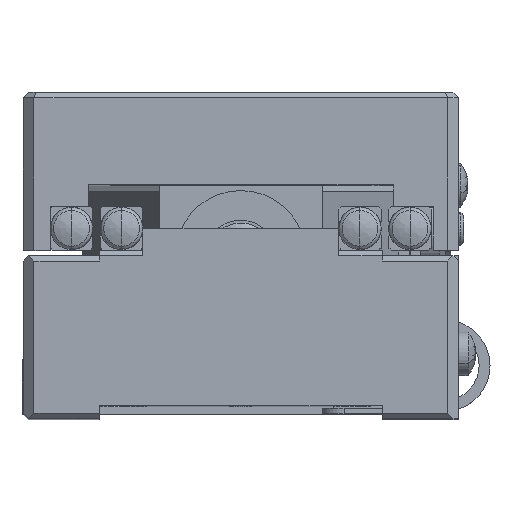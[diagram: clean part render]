
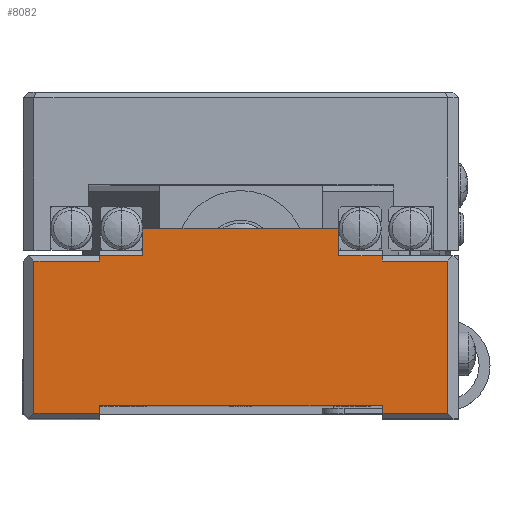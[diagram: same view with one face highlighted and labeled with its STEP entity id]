
A CAD part, top view. The second image highlights one B-rep face of the part: STEP entity #8082.
In plain terms, the highlighted planar face has unit normal (0, 0, 1).
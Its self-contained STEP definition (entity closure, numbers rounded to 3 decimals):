
#181 = VECTOR ( 'NONE', #12834, 1000. ) ;
#301 = VERTEX_POINT ( 'NONE', #6042 ) ;
#417 = DIRECTION ( 'NONE',  ( 0., -1., 0. ) ) ;
#447 = VECTOR ( 'NONE', #7192, 1000. ) ;
#785 = VECTOR ( 'NONE', #13286, 1000. ) ;
#967 = VERTEX_POINT ( 'NONE', #1815 ) ;
#1223 = LINE ( 'NONE', #22221, #447 ) ;
#1378 = CARTESIAN_POINT ( 'NONE',  ( -9., 15., 20. ) ) ;
#1815 = CARTESIAN_POINT ( 'NONE',  ( -9., 17.5, 20. ) ) ;
#2046 = CARTESIAN_POINT ( 'NONE',  ( -13., 1.2, 20. ) ) ;
#2270 = EDGE_CURVE ( 'NONE', #2870, #15741, #26895, .T. ) ;
#2317 = VECTOR ( 'NONE', #27446, 1000. ) ;
#2529 = DIRECTION ( 'NONE',  ( 0., 1., 0. ) ) ;
#2870 = VERTEX_POINT ( 'NONE', #7454 ) ;
#2878 = CARTESIAN_POINT ( 'NONE',  ( 9., 15., 20. ) ) ;
#3283 = CARTESIAN_POINT ( 'NONE',  ( 13., 0.6, 20. ) ) ;
#3304 = ORIENTED_EDGE ( 'NONE', *, *, #16773, .T. ) ;
#3613 = VERTEX_POINT ( 'NONE', #1378 ) ;
#3791 = VECTOR ( 'NONE', #11773, 1000. ) ;
#3991 = CARTESIAN_POINT ( 'NONE',  ( 19., 7.55, 20. ) ) ;
#4458 = ORIENTED_EDGE ( 'NONE', *, *, #8616, .F. ) ;
#4641 = VECTOR ( 'NONE', #7553, 1000. ) ;
#5294 = VECTOR ( 'NONE', #2529, 1000. ) ;
#5898 = VERTEX_POINT ( 'NONE', #2046 ) ;
#5984 = VECTOR ( 'NONE', #14382, 1000. ) ;
#6042 = CARTESIAN_POINT ( 'NONE',  ( 19., 14.5, 20. ) ) ;
#6058 = VERTEX_POINT ( 'NONE', #11308 ) ;
#6262 = EDGE_CURVE ( 'NONE', #20526, #301, #20141, .T. ) ;
#6720 = CARTESIAN_POINT ( 'NONE',  ( 13., 0.5, 20. ) ) ;
#7192 = DIRECTION ( 'NONE',  ( 0., -1., 0. ) ) ;
#7454 = CARTESIAN_POINT ( 'NONE',  ( -19., 14.5, 20. ) ) ;
#7523 = CARTESIAN_POINT ( 'NONE',  ( 13., 1.2, 20. ) ) ;
#7553 = DIRECTION ( 'NONE',  ( -1., 0., 0. ) ) ;
#7738 = DIRECTION ( 'NONE',  ( 1., 0., 0. ) ) ;
#7807 = EDGE_LOOP ( 'NONE', ( #28992, #13139, #15881, #7947, #24393, #12063, #9939, #4458, #12356, #21520, #3304, #10509, #15284, #14001, #32268, #18076 ) ) ;
#7947 = ORIENTED_EDGE ( 'NONE', *, *, #8416, .F. ) ;
#8082 = ADVANCED_FACE ( 'NONE', ( #13347 ), #12727, .F. ) ;
#8416 = EDGE_CURVE ( 'NONE', #11502, #3613, #16475, .T. ) ;
#8511 = LINE ( 'NONE', #19440, #3791 ) ;
#8616 = EDGE_CURVE ( 'NONE', #31498, #18297, #27875, .T. ) ;
#9060 = DIRECTION ( 'NONE',  ( -1., 0., 0. ) ) ;
#9244 = EDGE_CURVE ( 'NONE', #3613, #967, #18751, .T. ) ;
#9738 = CARTESIAN_POINT ( 'NONE',  ( 16.2, 0.5, 20. ) ) ;
#9939 = ORIENTED_EDGE ( 'NONE', *, *, #21286, .F. ) ;
#10509 = ORIENTED_EDGE ( 'NONE', *, *, #12147, .F. ) ;
#10823 = LINE ( 'NONE', #3991, #13193 ) ;
#11174 = DIRECTION ( 'NONE',  ( 1., 0., 0. ) ) ;
#11308 = CARTESIAN_POINT ( 'NONE',  ( 9., 17.5, 20. ) ) ;
#11502 = VERTEX_POINT ( 'NONE', #15836 ) ;
#11773 = DIRECTION ( 'NONE',  ( 1., 0., 0. ) ) ;
#12063 = ORIENTED_EDGE ( 'NONE', *, *, #2270, .F. ) ;
#12147 = EDGE_CURVE ( 'NONE', #23789, #21309, #18772, .T. ) ;
#12356 = ORIENTED_EDGE ( 'NONE', *, *, #14362, .T. ) ;
#12411 = CARTESIAN_POINT ( 'NONE',  ( 19., 0.5, 20. ) ) ;
#12475 = AXIS2_PLACEMENT_3D ( 'NONE', #12411, #27365, #27581 ) ;
#12524 = EDGE_CURVE ( 'NONE', #25028, #5898, #20712, .T. ) ;
#12727 = PLANE ( 'NONE',  #12475 ) ;
#12786 = CARTESIAN_POINT ( 'NONE',  ( 0., 14.5, 20. ) ) ;
#12834 = DIRECTION ( 'NONE',  ( 0., -1., 0. ) ) ;
#12868 = VECTOR ( 'NONE', #27971, 1000. ) ;
#12949 = VECTOR ( 'NONE', #15584, 1000. ) ;
#13137 = EDGE_CURVE ( 'NONE', #967, #6058, #8511, .T. ) ;
#13139 = ORIENTED_EDGE ( 'NONE', *, *, #13137, .F. ) ;
#13193 = VECTOR ( 'NONE', #29390, 1000. ) ;
#13286 = DIRECTION ( 'NONE',  ( 0., -1., 0. ) ) ;
#13347 = FACE_OUTER_BOUND ( 'NONE', #7807, .T. ) ;
#13775 = CARTESIAN_POINT ( 'NONE',  ( -19., 0.5, 20. ) ) ;
#14001 = ORIENTED_EDGE ( 'NONE', *, *, #6262, .F. ) ;
#14362 = EDGE_CURVE ( 'NONE', #31498, #5898, #22559, .T. ) ;
#14382 = DIRECTION ( 'NONE',  ( 1., 0., 0. ) ) ;
#15284 = ORIENTED_EDGE ( 'NONE', *, *, #21250, .T. ) ;
#15584 = DIRECTION ( 'NONE',  ( 1., 0., 0. ) ) ;
#15741 = VERTEX_POINT ( 'NONE', #15793 ) ;
#15793 = CARTESIAN_POINT ( 'NONE',  ( -13., 14.5, 20. ) ) ;
#15836 = CARTESIAN_POINT ( 'NONE',  ( -13., 15., 20. ) ) ;
#15881 = ORIENTED_EDGE ( 'NONE', *, *, #9244, .F. ) ;
#15909 = CARTESIAN_POINT ( 'NONE',  ( 0., 15., 20. ) ) ;
#16042 = EDGE_CURVE ( 'NONE', #6058, #21931, #1223, .T. ) ;
#16069 = VERTEX_POINT ( 'NONE', #29871 ) ;
#16475 = LINE ( 'NONE', #15909, #17262 ) ;
#16620 = CARTESIAN_POINT ( 'NONE',  ( -13., 0.5, 20. ) ) ;
#16731 = DIRECTION ( 'NONE',  ( 0., 1., 0. ) ) ;
#16773 = EDGE_CURVE ( 'NONE', #25028, #21309, #24775, .T. ) ;
#17262 = VECTOR ( 'NONE', #11174, 1000. ) ;
#17607 = CARTESIAN_POINT ( 'NONE',  ( -9., 9.75, 20. ) ) ;
#17690 = CARTESIAN_POINT ( 'NONE',  ( -13., 0.85, 20. ) ) ;
#18076 = ORIENTED_EDGE ( 'NONE', *, *, #28683, .F. ) ;
#18297 = VERTEX_POINT ( 'NONE', #13775 ) ;
#18751 = LINE ( 'NONE', #17607, #12868 ) ;
#18772 = LINE ( 'NONE', #9738, #4641 ) ;
#19129 = CARTESIAN_POINT ( 'NONE',  ( -19., 9.75, 20. ) ) ;
#19440 = CARTESIAN_POINT ( 'NONE',  ( -9., 17.5, 20. ) ) ;
#19885 = CARTESIAN_POINT ( 'NONE',  ( 13., 14.5, 20. ) ) ;
#19988 = CARTESIAN_POINT ( 'NONE',  ( 13., 9.75, 20. ) ) ;
#20141 = LINE ( 'NONE', #31672, #5984 ) ;
#20526 = VERTEX_POINT ( 'NONE', #19885 ) ;
#20712 = LINE ( 'NONE', #24436, #27444 ) ;
#20781 = LINE ( 'NONE', #30778, #12949 ) ;
#21077 = VECTOR ( 'NONE', #417, 1000. ) ;
#21250 = EDGE_CURVE ( 'NONE', #23789, #301, #10823, .T. ) ;
#21286 = EDGE_CURVE ( 'NONE', #18297, #2870, #24993, .T. ) ;
#21309 = VERTEX_POINT ( 'NONE', #6720 ) ;
#21520 = ORIENTED_EDGE ( 'NONE', *, *, #12524, .F. ) ;
#21776 = LINE ( 'NONE', #19988, #181 ) ;
#21931 = VERTEX_POINT ( 'NONE', #2878 ) ;
#22221 = CARTESIAN_POINT ( 'NONE',  ( 9., 9.75, 20. ) ) ;
#22304 = LINE ( 'NONE', #25156, #21077 ) ;
#22360 = CARTESIAN_POINT ( 'NONE',  ( 0., 0.5, 20. ) ) ;
#22470 = EDGE_CURVE ( 'NONE', #16069, #20526, #21776, .T. ) ;
#22559 = LINE ( 'NONE', #17690, #5294 ) ;
#23789 = VERTEX_POINT ( 'NONE', #26911 ) ;
#24393 = ORIENTED_EDGE ( 'NONE', *, *, #29603, .T. ) ;
#24436 = CARTESIAN_POINT ( 'NONE',  ( 0., 1.2, 20. ) ) ;
#24775 = LINE ( 'NONE', #3283, #785 ) ;
#24993 = LINE ( 'NONE', #19129, #28174 ) ;
#25028 = VERTEX_POINT ( 'NONE', #7523 ) ;
#25156 = CARTESIAN_POINT ( 'NONE',  ( -13., 15., 20. ) ) ;
#26523 = VECTOR ( 'NONE', #7738, 1000. ) ;
#26895 = LINE ( 'NONE', #12786, #26523 ) ;
#26911 = CARTESIAN_POINT ( 'NONE',  ( 19., 0.5, 20. ) ) ;
#27365 = DIRECTION ( 'NONE',  ( 0., 0., -1. ) ) ;
#27444 = VECTOR ( 'NONE', #9060, 1000. ) ;
#27446 = DIRECTION ( 'NONE',  ( -1., 0., 0. ) ) ;
#27581 = DIRECTION ( 'NONE',  ( -1., 0., 0. ) ) ;
#27875 = LINE ( 'NONE', #22360, #2317 ) ;
#27971 = DIRECTION ( 'NONE',  ( 0., 1., 0. ) ) ;
#28174 = VECTOR ( 'NONE', #16731, 1000. ) ;
#28683 = EDGE_CURVE ( 'NONE', #21931, #16069, #20781, .T. ) ;
#28992 = ORIENTED_EDGE ( 'NONE', *, *, #16042, .F. ) ;
#29390 = DIRECTION ( 'NONE',  ( 0., 1., 0. ) ) ;
#29603 = EDGE_CURVE ( 'NONE', #11502, #15741, #22304, .T. ) ;
#29871 = CARTESIAN_POINT ( 'NONE',  ( 13., 15., 20. ) ) ;
#30778 = CARTESIAN_POINT ( 'NONE',  ( 0., 15., 20. ) ) ;
#31498 = VERTEX_POINT ( 'NONE', #16620 ) ;
#31672 = CARTESIAN_POINT ( 'NONE',  ( 0., 14.5, 20. ) ) ;
#32268 = ORIENTED_EDGE ( 'NONE', *, *, #22470, .F. ) ;
